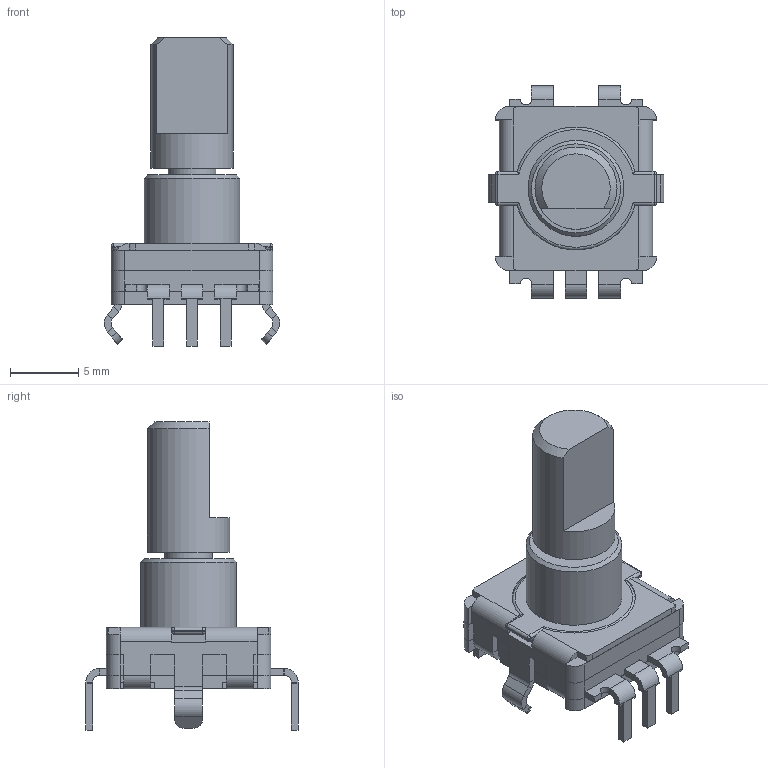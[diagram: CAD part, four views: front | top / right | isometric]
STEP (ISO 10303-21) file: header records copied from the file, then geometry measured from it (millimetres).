
FILE_DESCRIPTION(/* description */ (''),/* implementation_level */ '2;1');
FILE_NAME(/* name */ 'PEC11L-4xxxF-Sxxxx.stp',/* time_stamp */ '2016-03-05T15:11:28+03:00',/* author */ ('Игорь'),/* organization */ (''),/* preprocessor_version */ 'ST-DEVELOPER v15.6',/* originating_system */ 'Autodesk Inventor 2015',/* authorisation */ '');
FILE_SCHEMA (('AUTOMOTIVE_DESIGN { 1 0 10303 214 3 1 1 }'));
Length unit declared in the file: millimetre
Products named in the file (7): крышка; вал; корпус; задняя \X2\043A0440044B0448043A
; хомут; pin; PEC11L-4xxxF-Sxxxx
Bounding box: 12.82 x 15.5 x 22.5 mm (x, y, z)
Volume: 936.3 mm3; surface area: 2107 mm2
Topology: 6 solids, 6 shells, 359 faces, 873 edges, 527 vertices
Faces by surface type: plane 263, cylinder 84, sphere 8, cone 2, torus 2
Full cylindrical faces by diameter (mm): 3.5 x2, 6 x1, 7 x3
Entity records: 10437 total; most frequent: CARTESIAN_POINT 1819, DIRECTION 1772, ORIENTED_EDGE 1730, EDGE_CURVE 865, LINE 690, VECTOR 690, AXIS2_PLACEMENT_3D 541, VERTEX_POINT 526
